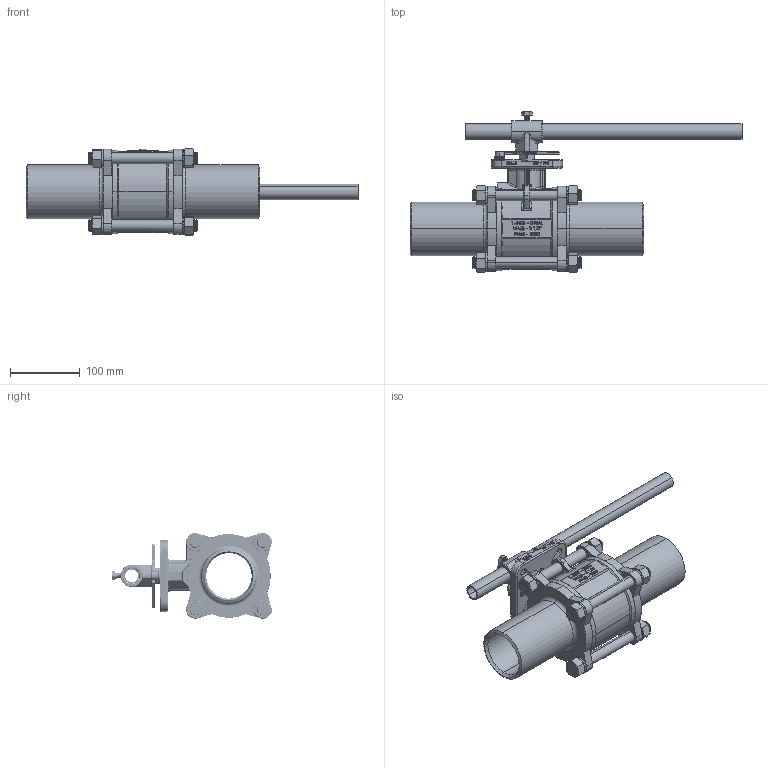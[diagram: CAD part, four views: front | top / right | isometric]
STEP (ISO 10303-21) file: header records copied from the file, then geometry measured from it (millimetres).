
FILE_DESCRIPTION (( 'STEP AP203' ), '1' );
FILE_NAME ('²Õ¦X¥óJ(¥[ªø¹ï²k).STEP', '2018-02-22T10:10:54', ( '' ), ( '' ), 'SwSTEP 2.0', 'SolidWorks 2014', '' );
FILE_SCHEMA (( 'CONFIG_CONTROL_DESIGN' ));
Length unit declared in the file: millimetre
Products named in the file (25): 組合件J(加長對焊); M-3KJ2440; G-31L1940; C-34J016-S00; G-B3DA540; T-34J08G0; E-34J0461; G-10C2640; T-34J08T0; T-35J05C0; G-B1EA440; G-34J2740; T-35J06C0; G-B3EA440; G-34J2540; T-34J07C0; G-10B2640; T-34J07G0; F-25J03X1; M-3KJ8440; G-34J1150; G-35J1842; D-34J66X0(DIN3239 加長對焊); G-25J3060; G-35L2640
Assembly tree (54 placements, depth 2):
  組合件J(加長對焊)
    C-34J016-S00
    E-34J0461
    T-35J05C0  x2
    T-35J06C0  x2
    T-34J07C0
    F-25J03X1
    G-35J1842  x4
    G-35L2640  x8
    G-31L1940  x8
    T-34J08G0
    T-34J08T0  x4
    G-34J2740
    G-34J2540  x5
    T-34J07G0  x2
    G-34J1150  x2
    G-25J3060
    M-3KJ2440
    G-B3DA540
    G-10C2640  x2
    G-B1EA440
    G-B3EA440
    G-10B2640
    M-3KJ8440
    D-34J66X0(DIN3239 加長對焊)  x2
Bounding box: 474.5 x 229.39 x 123.51 mm (x, y, z)
Volume: 1460375.7 mm3; surface area: 496773.2 mm2
Topology: 54 solids, 54 shells, 2254 faces, 5688 edges, 3502 vertices
Faces by surface type: cylinder 908, plane 609, bspline 295, torus 165, cone 165, sphere 112
Entity records: 73351 total; most frequent: CARTESIAN_POINT 38125, ORIENTED_EDGE 7186, DIRECTION 5829, EDGE_CURVE 3593, VERTEX_POINT 2278, AXIS2_PLACEMENT_3D 2090, LINE 1649, VECTOR 1649
